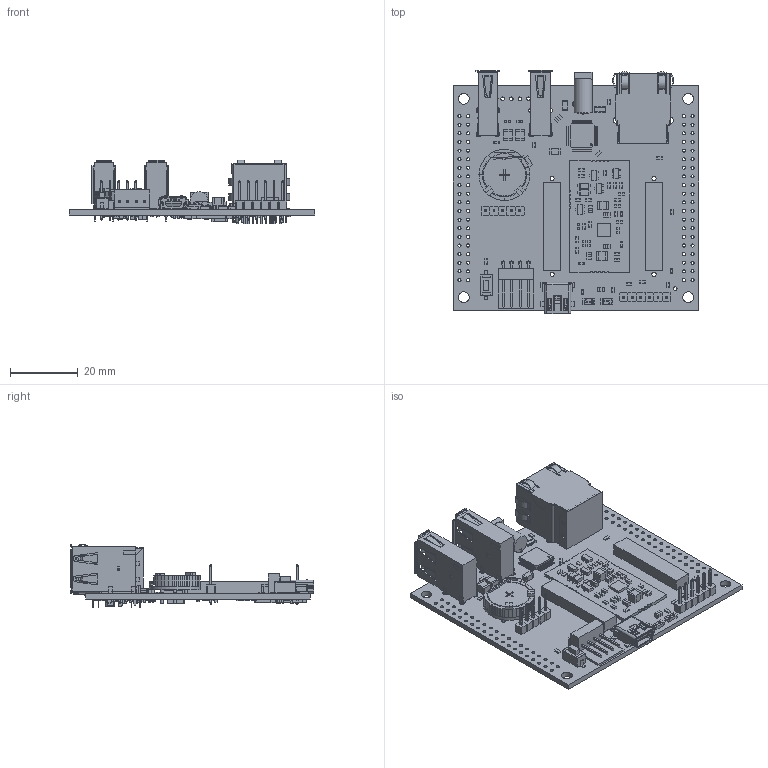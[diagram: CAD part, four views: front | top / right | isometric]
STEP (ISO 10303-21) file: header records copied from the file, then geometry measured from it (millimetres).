
FILE_DESCRIPTION(('Open CASCADE Model'),'2;1');
FILE_NAME('Open CASCADE Shape Model','2013-06-06T13:00:40',('Author'),( 'Open CASCADE'),'Open CASCADE STEP processor 6.2','Open CASCADE 6.2' ,'Unknown');
FILE_SCHEMA(('AUTOMOTIVE_DESIGN { 1 0 10303 214 1 1 1 1 }'));
Length unit declared in the file: millimetre
Products named in the file (550): PCB; Board; C13; 670010880; Extruded; 670006016; 670005888; R31; 575766288; 670007936; R54; R53; R40; R11; 670012032; 575757840; J2; 670032000; J1; J15; MiniUSB_B; R5; 575758096; R6; 575765136; R38; 670018944; 670014720; U1; 575755920; 701873976; Cylinder; 575754128; 575754256; 575759376; 575754000; 575754384; 575754512; 575755152; 575754640 ...
Assembly tree (2205 placements, depth 6):
  PCB
    Board
    C13
      670010880
        Extruded
      670006016
        Extruded
      670005888
        Extruded
    R31
      575766288  x2
        Extruded
      670007936
        Extruded
    R54
      575766288  x2
        Extruded
      670007936
        Extruded
    R53
      575766288  x2
        Extruded
      670007936
        Extruded
    R40
      575766288  x2
        Extruded
      670007936
        Extruded
    R11
      670012032
        Extruded
      575757840  x2
        Extruded
    J2
      670032000
        Extruded
    J1
      670032000
        Extruded
    J15
      MiniUSB_B
    R5
      575757840  x2
        Extruded
      575758096
        Extruded
    R6
      575766288  x2
        Extruded
      575765136
        Extruded
    R38
      670018944  x2
        Extruded
      670014720
        Extruded
    U1
      575755920
        Extruded
Bounding box: 72.14 x 71.61 x 18.8 mm (x, y, z)
Volume: 16649.1 mm3; surface area: 24942.9 mm2
Topology: 1858 solids, 1858 shells, 13180 faces, 27988 edges, 18574 vertices
Faces by surface type: plane 12601, cylinder 539, bspline 24, cone 8, sphere 4, extrusion 4
Full cylindrical faces by diameter (mm): 0.05 x22, 0.15 x22, 0.25 x22, 0.35 x22, 0.45 x22, 0.55 x22, 0.6 x1, 0.85 x7, 0.9 x82, 1 x5, 1.05 x38, 1.1 x8, 1.2 x4, 1.4 x5, 1.6 x8, 2 x2, 3.2 x6, 5.3 x1, 9.5 x1, 10.5 x1, 12.5 x1, 15 x1
Entity records: 223095 total; most frequent: CARTESIAN_POINT 46000, DIRECTION 31869, VECTOR 20153, LINE 20151, ORIENTED_EDGE 15110, PCURVE 15110, DEFINITIONAL_REPRESENTATION 15110, EDGE_CURVE 7555
